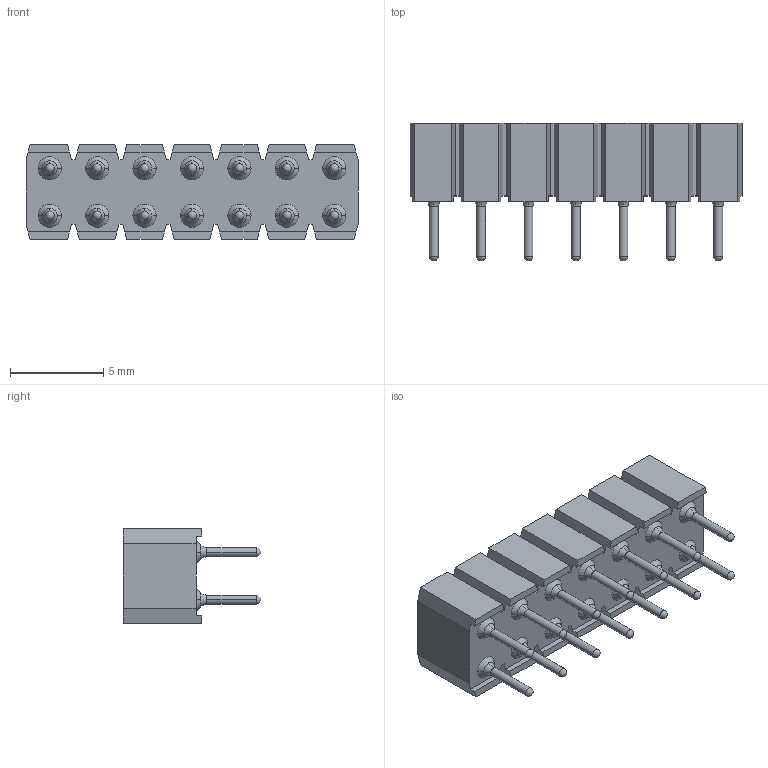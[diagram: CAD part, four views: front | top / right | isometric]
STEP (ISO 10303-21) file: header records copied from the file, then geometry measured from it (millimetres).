
FILE_DESCRIPTION(('STEP AP214'),'1');
FILE_NAME(' ',' ',('TraceParts'),('TraceParts S.A.'),'XStep 1.0',' ',' ');
FILE_SCHEMA(('automotive_design'));
Length unit declared in the file: millimetre
Products named in the file (1): 1
Bounding box: 17.78 x 7.37 x 5.08 mm (x, y, z)
Volume: 309.5 mm3; surface area: 747.2 mm2
Topology: 1 solids, 1 shells, 576 faces, 1372 edges, 798 vertices
Faces by surface type: cone 280, cylinder 140, plane 114, torus 28, sphere 14
Entity records: 31374 total; most frequent: DIRECTION 3114, CARTESIAN_POINT 2691, STYLED_ITEM 2690, PRESENTATION_STYLE_ASSIGNMENT 2690, COLOUR_RGB 2690, ORIENTED_EDGE 2632, EDGE_CURVE 1316, CURVE_STYLE 1316
